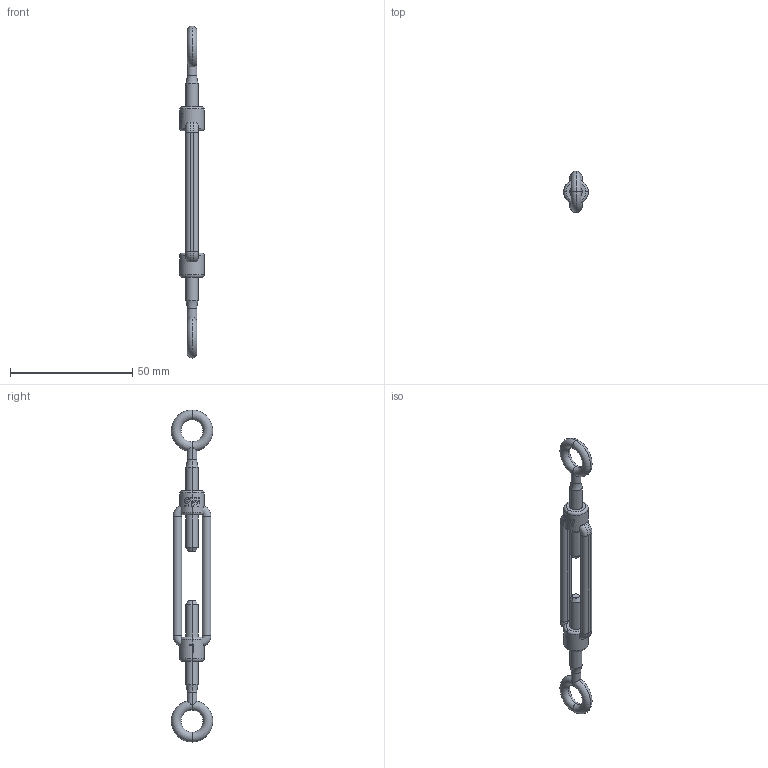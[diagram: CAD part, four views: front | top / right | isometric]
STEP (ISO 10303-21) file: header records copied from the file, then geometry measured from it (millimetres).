
FILE_DESCRIPTION (( 'STEP AP203' ), '1' );
FILE_NAME ('100042005.STEP', '2018-06-14T08:14:54', ( '' ), ( '' ), 'SwSTEP 2.0', 'SolidWorks 2015', '' );
FILE_SCHEMA (( 'CONFIG_CONTROL_DESIGN' ));
Length unit declared in the file: millimetre
Products named in the file (4): 10004200X Teil2_100042005 Teil2; 10004200X Teil3_100042005 Teil3; 10004200X Teil1_100042005 Teil1; 100042005
Assembly tree (3 placements, depth 2):
  100042005
    10004200X Teil1_100042005 Teil1
    10004200X Teil2_100042005 Teil2
    10004200X Teil3_100042005 Teil3
Bounding box: 10 x 16.99 x 136 mm (x, y, z)
Volume: 5421.9 mm3; surface area: 4837.6 mm2
Topology: 3 solids, 3 shells, 333 faces, 864 edges, 558 vertices
Faces by surface type: plane 136, bspline 126, cylinder 31, torus 28, cone 12
Entity records: 18589 total; most frequent: CARTESIAN_POINT 10898, ORIENTED_EDGE 1728, DIRECTION 1110, EDGE_CURVE 864, VERTEX_POINT 558, LINE 424, VECTOR 424, EDGE_LOOP 364
